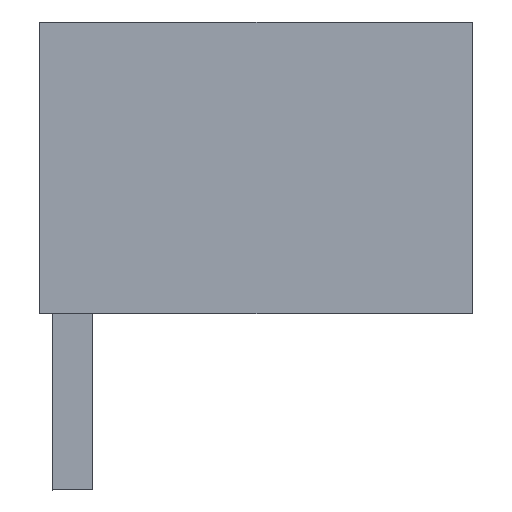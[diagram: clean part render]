
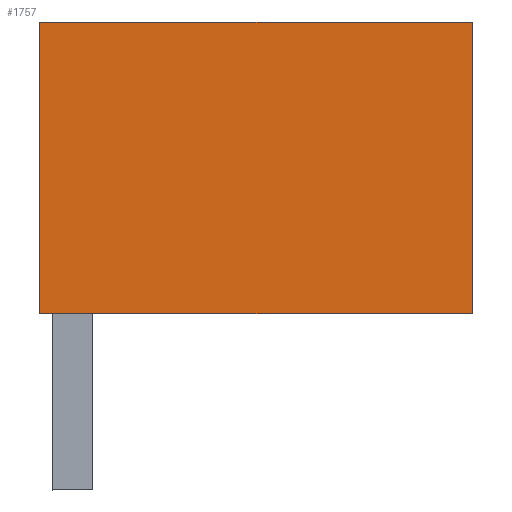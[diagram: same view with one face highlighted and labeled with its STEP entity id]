
A CAD part, left-side view. The second image highlights one B-rep face of the part: STEP entity #1757.
In plain terms, the highlighted planar face has unit normal (-1, 0, 0).
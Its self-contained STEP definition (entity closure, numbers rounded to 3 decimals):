
#1744=AXIS2_PLACEMENT_3D('Plane Axis2P3D',#1741,#1742,#1743) ;
#598=CARTESIAN_POINT('Vertex',(0.,11.05,4.5)) ;
#601=CARTESIAN_POINT('Line Origine',(0.,11.05,8.225)) ;
#605=CARTESIAN_POINT('Vertex',(0.,11.05,11.95)) ;
#751=CARTESIAN_POINT('Line Origine',(0.,5.525,4.5)) ;
#755=CARTESIAN_POINT('Vertex',(0.,0.,4.5)) ;
#1446=CARTESIAN_POINT('Line Origine',(0.,5.525,11.95)) ;
#1450=CARTESIAN_POINT('Vertex',(0.,0.,11.95)) ;
#1741=CARTESIAN_POINT('Axis2P3D Location',(0.,-2.377,1.3)) ;
#1746=CARTESIAN_POINT('Line Origine',(0.,0.,8.225)) ;
#602=DIRECTION('Vector Direction',(0.,0.,-1.)) ;
#752=DIRECTION('Vector Direction',(0.,1.,0.)) ;
#1447=DIRECTION('Vector Direction',(0.,-1.,0.)) ;
#1742=DIRECTION('Axis2P3D Direction',(1.,-0.,0.)) ;
#1743=DIRECTION('Axis2P3D XDirection',(0.,1.,0.)) ;
#1747=DIRECTION('Vector Direction',(0.,0.,1.)) ;
#603=VECTOR('Line Direction',#602,1.) ;
#753=VECTOR('Line Direction',#752,1.) ;
#1448=VECTOR('Line Direction',#1447,1.) ;
#1748=VECTOR('Line Direction',#1747,1.) ;
#1752=ORIENTED_EDGE('',*,*,#1452,.F.) ;
#1753=ORIENTED_EDGE('',*,*,#607,.T.) ;
#1754=ORIENTED_EDGE('',*,*,#757,.F.) ;
#1755=ORIENTED_EDGE('',*,*,#1750,.T.) ;
#1757=ADVANCED_FACE('HOUSING',(#1756),#1745,.F.) ;
#607=EDGE_CURVE('',#606,#599,#604,.T.) ;
#757=EDGE_CURVE('',#756,#599,#754,.T.) ;
#1452=EDGE_CURVE('',#606,#1451,#1449,.T.) ;
#1750=EDGE_CURVE('',#756,#1451,#1749,.T.) ;
#1751=EDGE_LOOP('',(#1752,#1753,#1754,#1755)) ;
#1756=FACE_OUTER_BOUND('',#1751,.T.) ;
#604=LINE('Line',#601,#603) ;
#754=LINE('Line',#751,#753) ;
#1449=LINE('Line',#1446,#1448) ;
#1749=LINE('Line',#1746,#1748) ;
#1745=PLANE('',#1744) ;
#599=VERTEX_POINT('',#598) ;
#606=VERTEX_POINT('',#605) ;
#756=VERTEX_POINT('',#755) ;
#1451=VERTEX_POINT('',#1450) ;
